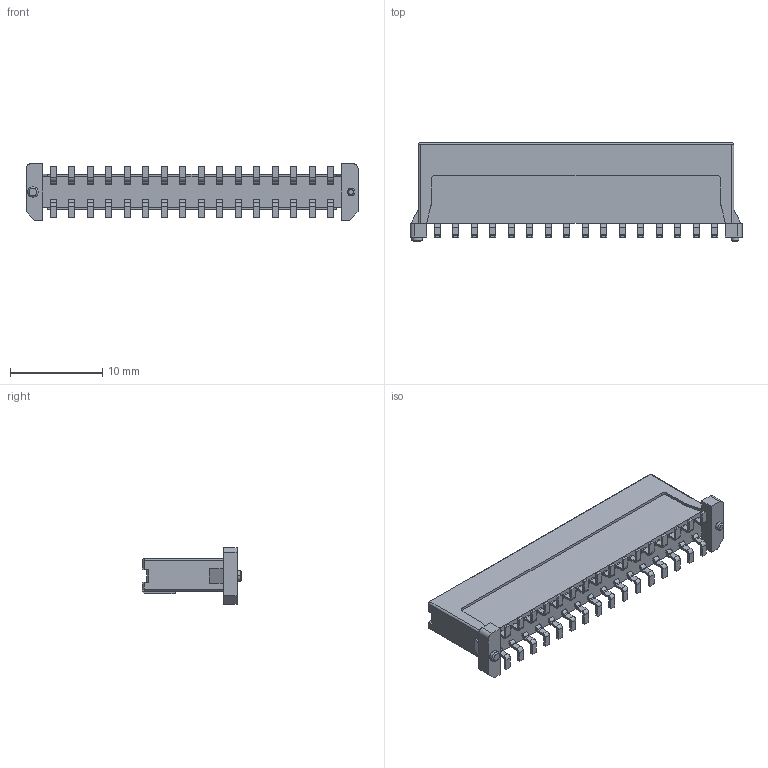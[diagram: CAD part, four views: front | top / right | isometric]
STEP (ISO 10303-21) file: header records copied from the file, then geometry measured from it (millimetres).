
FILE_DESCRIPTION((''),'2;1');
FILE_NAME('FBB20001-F32_ASM','2023-11-01T',('gongcheng6'),(''),'PRO/ENGINEER BY PARAMETRIC TECHNOLOGY CORPORATION, 2010280','PRO/ENGINEER BY PARAMETRIC TECHNOLOGY CORPORATION, 2010280','');
FILE_SCHEMA(('CONFIG_CONTROL_DESIGN'));
Length unit declared in the file: millimetre
Products named in the file (1): FBB20001-F32_ASM
Bounding box: 35.9 x 10.75 x 6.1 mm (x, y, z)
Volume: 941.4 mm3; surface area: 1433.7 mm2
Topology: 1 solids, 1 shells, 890 faces, 2540 edges, 1682 vertices
Faces by surface type: plane 548, cylinder 334, cone 8
Entity records: 29150 total; most frequent: CARTESIAN_POINT 5108, ORIENTED_EDGE 5072, DIRECTION 4988, EDGE_CURVE 2536, VECTOR 1864, LINE 1864, VERTEX_POINT 1682, AXIS2_PLACEMENT_3D 1562
